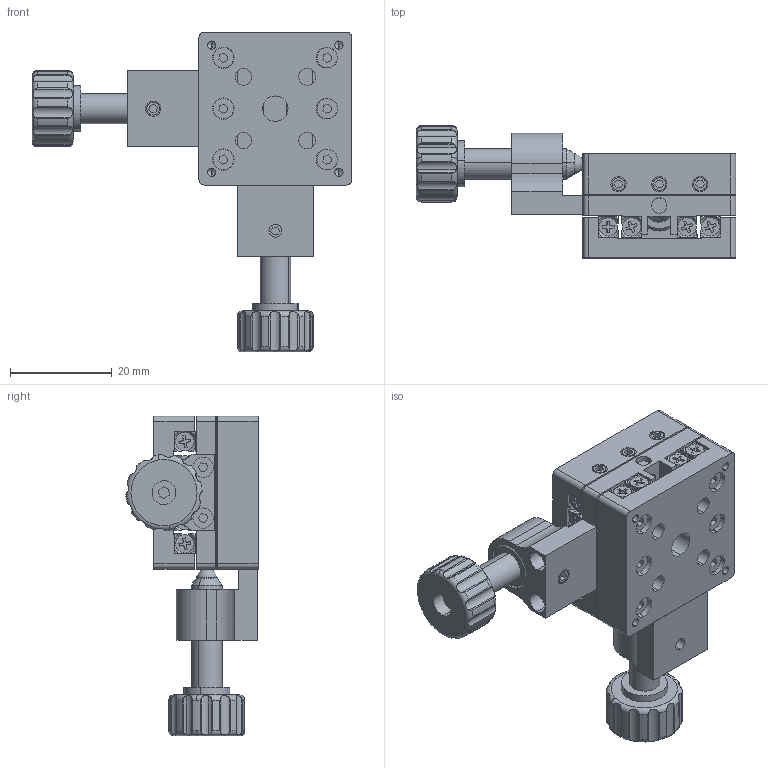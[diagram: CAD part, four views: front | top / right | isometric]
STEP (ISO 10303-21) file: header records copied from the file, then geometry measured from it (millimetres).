
FILE_DESCRIPTION (( 'STEP AP203' ), '1' );
FILE_NAME ('56CTS-2LM.STEP', '2016-05-04T03:00:23', ( '' ), ( '' ), 'SwSTEP 2.0', 'SolidWorks 2016', '' );
FILE_SCHEMA (( 'CONFIG_CONTROL_DESIGN' ));
Length unit declared in the file: millimetre
Products named in the file (1): 56CTS-2LM
Bounding box: 62.73 x 25.99 x 62.73 mm (x, y, z)
Volume: 22452.9 mm3; surface area: 25168.5 mm2
Topology: 65 solids, 65 shells, 1638 faces, 4159 edges, 2690 vertices
Faces by surface type: plane 801, cylinder 591, cone 234, torus 8, sphere 4
Entity records: 51152 total; most frequent: CARTESIAN_POINT 11204, ORIENTED_EDGE 8222, DIRECTION 8219, EDGE_CURVE 4111, AXIS2_PLACEMENT_3D 2917, VERTEX_POINT 2684, LINE 2385, VECTOR 2385
